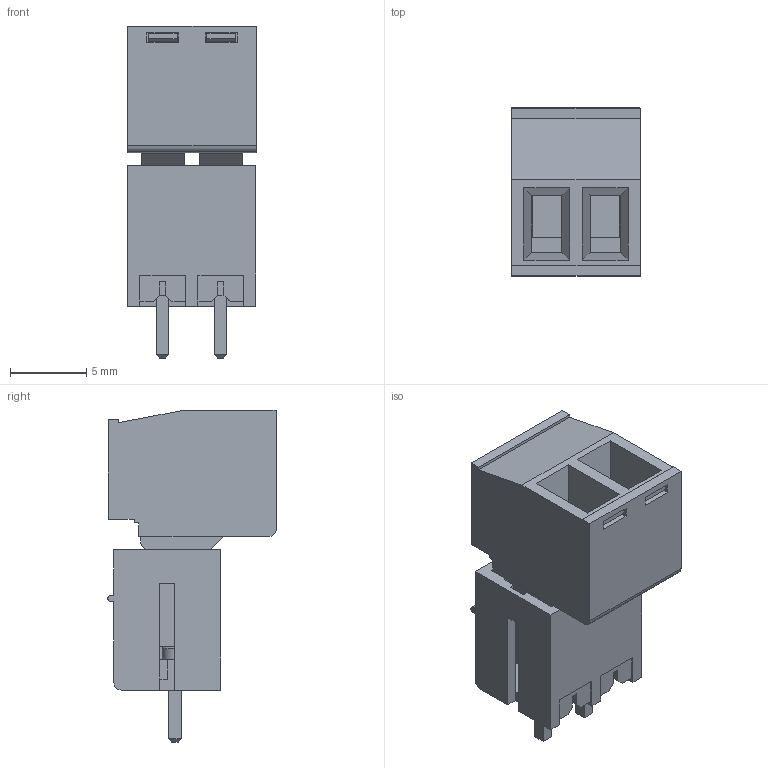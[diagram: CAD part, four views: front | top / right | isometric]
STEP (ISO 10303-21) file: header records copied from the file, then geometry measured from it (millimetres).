
FILE_DESCRIPTION (( 'STEP AP214' ), '1' );
FILE_NAME ('Ñáîðêà 15EDG-3.81-2.STEP', '2014-09-01T10:01:00', ( 'User' ), ( '' ), 'SwSTEP 2.0', 'SolidWorks 2014', '' );
FILE_SCHEMA (( 'AUTOMOTIVE_DESIGN' ));
Length unit declared in the file: millimetre
Products named in the file (5): 15EDGK-3.81-2; 栖闉罻 15EDG-3.81-2; 15EDGVC-3.81-2
Assembly tree (2 placements, depth 2):
  15EDGK-3.81-2
  栖闉罻 15EDG-3.81-2
    15EDGK-3.81-2
    15EDGVC-3.81-2
  15EDGVC-3.81-2
Bounding box: 8.44 x 11.03 x 21.75 mm (x, y, z)
Volume: 998.3 mm3; surface area: 1872.9 mm2
Topology: 2 solids, 2 shells, 324 faces, 850 edges, 548 vertices
Faces by surface type: plane 286, cylinder 30, torus 8
Entity records: 10516 total; most frequent: CARTESIAN_POINT 1728, ORIENTED_EDGE 1700, DIRECTION 1602, EDGE_CURVE 850, VECTOR 758, LINE 758, VERTEX_POINT 548, AXIS2_PLACEMENT_3D 422
